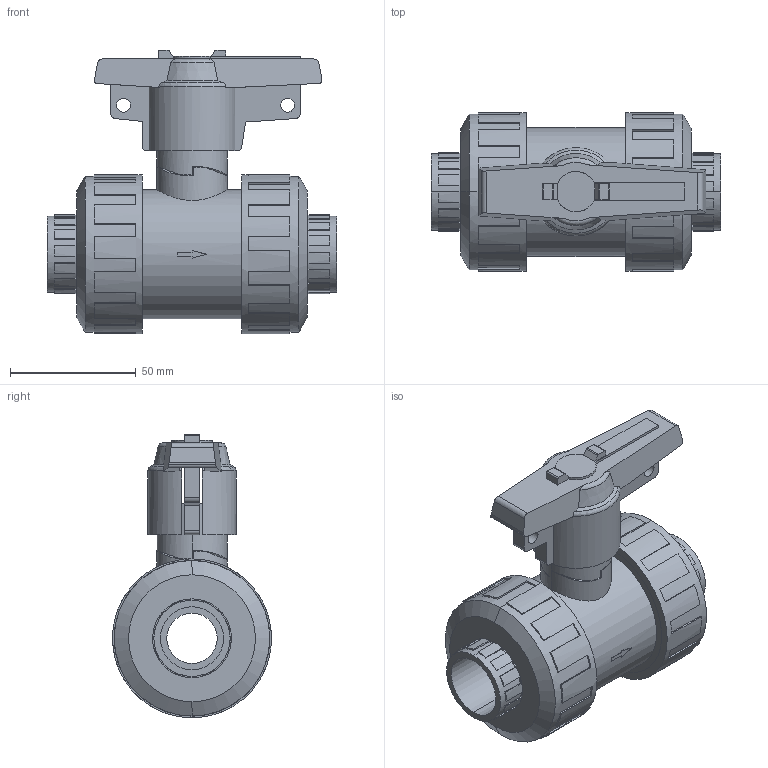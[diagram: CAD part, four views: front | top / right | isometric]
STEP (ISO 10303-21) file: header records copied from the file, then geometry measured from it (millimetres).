
FILE_DESCRIPTION(('STEP AP214'),'1');
FILE_NAME('cctmp_2D051A54-1DFD-4FF4-8F4F-02E1BE447F79_2021_10_20_14_31_28_0532..stp','2021-10-20T12:31:28',('Praher Valves GmbH'),('CADClick - www.CADClick.com'),'Spatial InterOp 3D',' ','unknown authorization');
FILE_SCHEMA(('AUTOMOTIVE_DESIGN'));
Length unit declared in the file: millimetre
Products named in the file (1): 128468
Bounding box: 115 x 63 x 112.43 mm (x, y, z)
Volume: 266469.5 mm3; surface area: 70948 mm2
Topology: 1 solids, 1 shells, 433 faces, 1222 edges, 807 vertices
Faces by surface type: plane 337, cylinder 72, cone 16, torus 8
Entity records: 17925 total; most frequent: CARTESIAN_POINT 2900, DIRECTION 2467, ORIENTED_EDGE 2444, EDGE_CURVE 1222, AXIS2_PLACEMENT_3D 856, VERTEX_POINT 807, LINE 755, VECTOR 755
